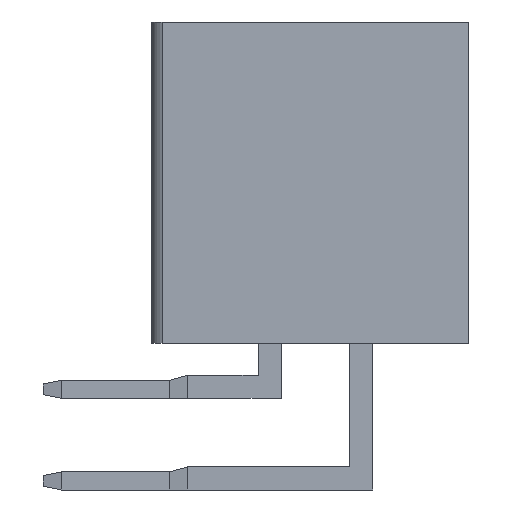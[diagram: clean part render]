
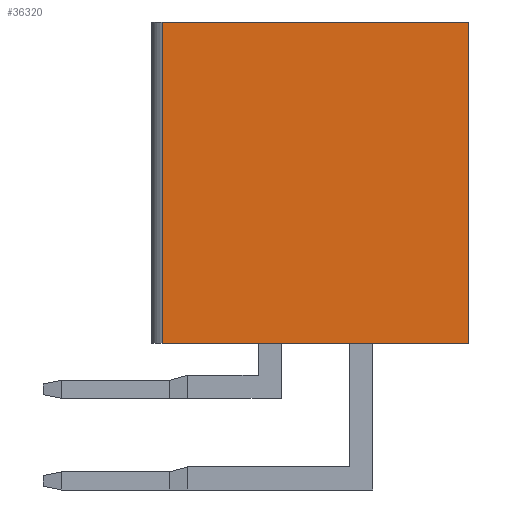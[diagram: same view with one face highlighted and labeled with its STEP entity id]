
A CAD part, left-side view. The second image highlights one B-rep face of the part: STEP entity #36320.
In plain terms, the highlighted planar face has unit normal (-1, 0, 0).
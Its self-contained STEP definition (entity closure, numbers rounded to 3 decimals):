
#32800=CARTESIAN_POINT('',(1.33,-4.25,-20.));
#32810=VERTEX_POINT('',#32800);
#32840=CARTESIAN_POINT('',(1.33,0.,-20.));
#32850=DIRECTION('',(0.,-1.,0.));
#32860=VECTOR('',#32850,1.);
#32870=LINE('',#32840,#32860);
#32880=CARTESIAN_POINT('',(1.33,4.25,-20.));
#32890=VERTEX_POINT('',#32880);
#32900=EDGE_CURVE('',#32890,#32810,#32870,.T.);
#36020=CARTESIAN_POINT('',(1.33,0.,-22.55));
#36030=DIRECTION('',(-1.,0.,0.));
#36040=DIRECTION('',(0.,-1.,0.));
#36050=AXIS2_PLACEMENT_3D('',#36020,#36030,#36040);
#36060=PLANE('',#36050);
#36070=CARTESIAN_POINT('',(1.33,4.25,-15.9));
#36080=DIRECTION('',(0.,0.,1.));
#36090=VECTOR('',#36080,1.);
#36100=LINE('',#36070,#36090);
#36110=CARTESIAN_POINT('',(1.33,4.25,-28.9));
#36120=VERTEX_POINT('',#36110);
#36130=EDGE_CURVE('',#36120,#32890,#36100,.T.);
#36140=ORIENTED_EDGE('',*,*,#36130,.F.);
#36150=ORIENTED_EDGE('',*,*,#32900,.F.);
#36160=CARTESIAN_POINT('',(1.33,-4.25,-15.9));
#36170=DIRECTION('',(0.,0.,-1.));
#36180=VECTOR('',#36170,1.);
#36190=LINE('',#36160,#36180);
#36200=CARTESIAN_POINT('',(1.33,-4.25,-28.9));
#36210=VERTEX_POINT('',#36200);
#36220=EDGE_CURVE('',#32810,#36210,#36190,.T.);
#36230=ORIENTED_EDGE('',*,*,#36220,.F.);
#36240=CARTESIAN_POINT('',(1.33,0.,-28.9));
#36250=DIRECTION('',(0.,1.,0.));
#36260=VECTOR('',#36250,1.);
#36270=LINE('',#36240,#36260);
#36280=EDGE_CURVE('',#36210,#36120,#36270,.T.);
#36290=ORIENTED_EDGE('',*,*,#36280,.F.);
#36300=EDGE_LOOP('',(#36290,#36230,#36150,#36140));
#36310=FACE_OUTER_BOUND('',#36300,.T.);
#36320=ADVANCED_FACE('',(#36310),#36060,.T.);
